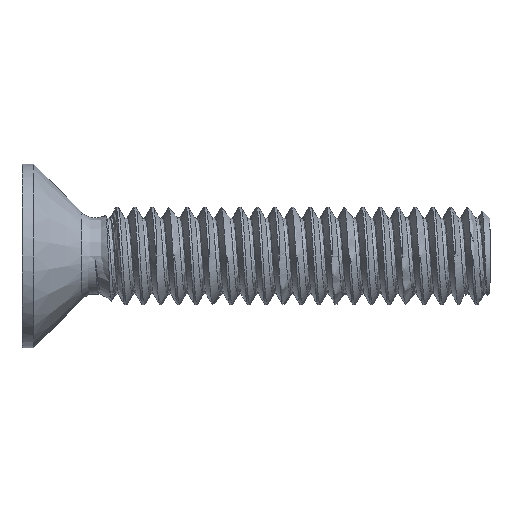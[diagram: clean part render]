
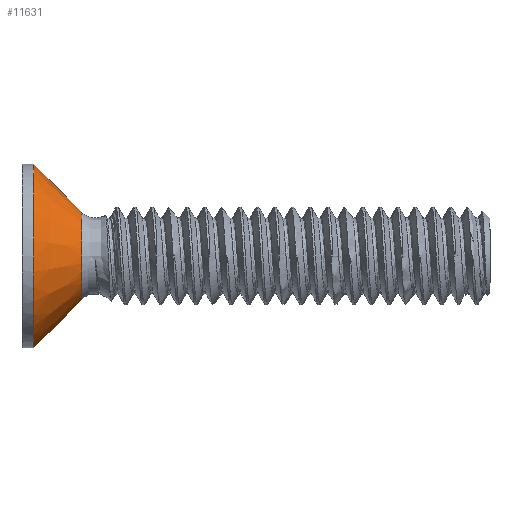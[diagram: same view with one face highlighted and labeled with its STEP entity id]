
A CAD part, front view. The second image highlights one B-rep face of the part: STEP entity #11631.
In plain terms, the highlighted conical face has half-angle 45 degrees and reference radius 2.35 mm.
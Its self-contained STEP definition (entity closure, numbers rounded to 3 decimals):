
#217 = ORIENTED_EDGE ( 'NONE', *, *, #5507, .F. ) ;
#562 = AXIS2_PLACEMENT_3D ( 'NONE', #1491, #11144, #6715 ) ;
#1176 = CARTESIAN_POINT ( 'NONE',  ( 1.53, 0., -1.12 ) ) ;
#1491 = CARTESIAN_POINT ( 'NONE',  ( 0.3, 0., 0. ) ) ;
#1706 = CARTESIAN_POINT ( 'NONE',  ( 0.3, 0., 0. ) ) ;
#2045 = AXIS2_PLACEMENT_3D ( 'NONE', #1706, #9659, #8884 ) ;
#2538 = LINE ( 'NONE', #10544, #6344 ) ;
#2627 = VECTOR ( 'NONE', #6513, 1000. ) ;
#2847 = DIRECTION ( 'NONE',  ( -1., 0., 0. ) ) ;
#3120 = LINE ( 'NONE', #7401, #2627 ) ;
#3814 = EDGE_LOOP ( 'NONE', ( #217, #5128, #10900, #5101 ) ) ;
#4432 = VERTEX_POINT ( 'NONE', #6448 ) ;
#5101 = ORIENTED_EDGE ( 'NONE', *, *, #8238, .T. ) ;
#5128 = ORIENTED_EDGE ( 'NONE', *, *, #8108, .T. ) ;
#5346 = CARTESIAN_POINT ( 'NONE',  ( 0.3, 0., -2.35 ) ) ;
#5507 = EDGE_CURVE ( 'NONE', #5939, #8434, #2538, .T. ) ;
#5856 = CARTESIAN_POINT ( 'NONE',  ( 1.53, 0., 1.12 ) ) ;
#5939 = VERTEX_POINT ( 'NONE', #1176 ) ;
#6344 = VECTOR ( 'NONE', #11487, 1000. ) ;
#6448 = CARTESIAN_POINT ( 'NONE',  ( 0.3, 0., 2.35 ) ) ;
#6513 = DIRECTION ( 'NONE',  ( -0.707, 0., 0.707 ) ) ;
#6715 = DIRECTION ( 'NONE',  ( 0., 1., 0. ) ) ;
#7401 = CARTESIAN_POINT ( 'NONE',  ( 0.3, 0., 2.35 ) ) ;
#8108 = EDGE_CURVE ( 'NONE', #5939, #10129, #11059, .T. ) ;
#8238 = EDGE_CURVE ( 'NONE', #4432, #8434, #9751, .T. ) ;
#8434 = VERTEX_POINT ( 'NONE', #5346 ) ;
#8624 = CONICAL_SURFACE ( 'NONE', #2045, 2.35, 0.785 ) ;
#8833 = FACE_OUTER_BOUND ( 'NONE', #3814, .T. ) ;
#8884 = DIRECTION ( 'NONE',  ( 0., 0., 1. ) ) ;
#9045 = EDGE_CURVE ( 'NONE', #10129, #4432, #3120, .T. ) ;
#9317 = CARTESIAN_POINT ( 'NONE',  ( 1.53, 0., 0. ) ) ;
#9388 = AXIS2_PLACEMENT_3D ( 'NONE', #9317, #2847, #10022 ) ;
#9659 = DIRECTION ( 'NONE',  ( -1., 0., 0. ) ) ;
#9751 = CIRCLE ( 'NONE', #562, 2.35 ) ;
#10022 = DIRECTION ( 'NONE',  ( 0., 0., -1. ) ) ;
#10129 = VERTEX_POINT ( 'NONE', #5856 ) ;
#10544 = CARTESIAN_POINT ( 'NONE',  ( 0.3, 0., -2.35 ) ) ;
#10900 = ORIENTED_EDGE ( 'NONE', *, *, #9045, .T. ) ;
#11059 = CIRCLE ( 'NONE', #9388, 1.12 ) ;
#11144 = DIRECTION ( 'NONE',  ( 1., 0., 0. ) ) ;
#11487 = DIRECTION ( 'NONE',  ( -0.707, 0., -0.707 ) ) ;
#11631 = ADVANCED_FACE ( 'NONE', ( #8833 ), #8624, .T. ) ;
